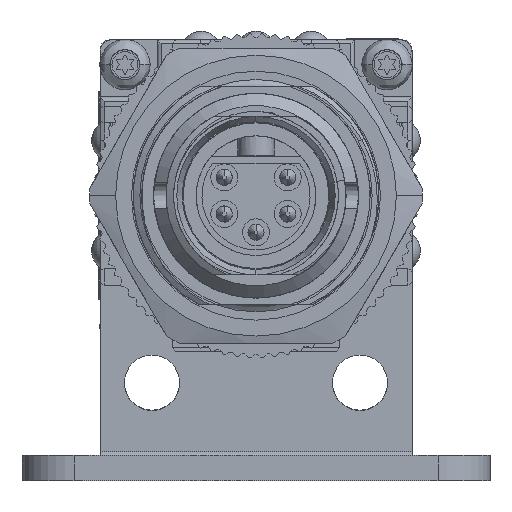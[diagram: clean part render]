
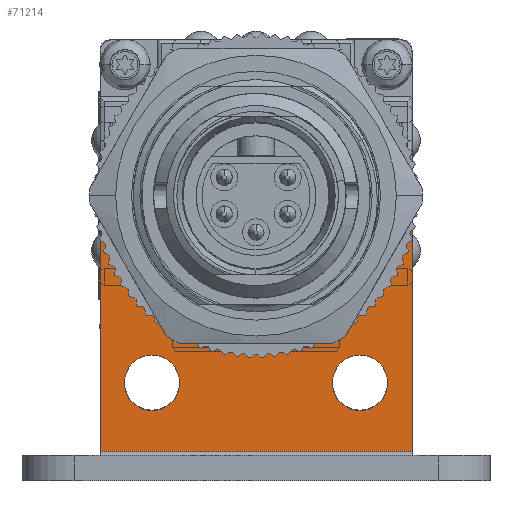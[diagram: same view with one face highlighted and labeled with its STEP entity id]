
A CAD part, front view. The second image highlights one B-rep face of the part: STEP entity #71214.
In plain terms, the highlighted face is planar.
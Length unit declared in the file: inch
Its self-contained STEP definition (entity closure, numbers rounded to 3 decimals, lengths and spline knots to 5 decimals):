
#70630=DIRECTION('',(1.,0.,0.));
#70631=VECTOR('',#70630,1.5);
#70632=CARTESIAN_POINT('',(-0.75,0.14,0.12));
#70633=LINE('',#70632,#70631);
#70639=DIRECTION('',(0.,-1.,0.));
#70640=VECTOR('',#70639,1.23);
#70641=CARTESIAN_POINT('',(-0.75,1.37,0.12));
#70642=LINE('',#70641,#70640);
#70643=DIRECTION('',(0.,-1.,0.));
#70644=VECTOR('',#70643,1.23);
#70645=CARTESIAN_POINT('',(0.75,1.37,0.12));
#70646=LINE('',#70645,#70644);
#70647=CARTESIAN_POINT('',(0.,1.37,0.12));
#70648=DIRECTION('',(0.,0.,1.));
#70649=DIRECTION('',(1.,0.,0.));
#70650=AXIS2_PLACEMENT_3D('',#70647,#70648,#70649);
#70652=CARTESIAN_POINT('',(0.,1.37,0.12));
#70653=DIRECTION('',(0.,0.,1.));
#70654=DIRECTION('',(-1.,0.,0.));
#70655=AXIS2_PLACEMENT_3D('',#70652,#70653,#70654);
#70657=CARTESIAN_POINT('',(-0.5,0.47,0.12));
#70658=DIRECTION('',(0.,0.,1.));
#70659=DIRECTION('',(1.,0.,0.));
#70660=AXIS2_PLACEMENT_3D('',#70657,#70658,#70659);
#70662=CARTESIAN_POINT('',(-0.5,0.47,0.12));
#70663=DIRECTION('',(0.,0.,1.));
#70664=DIRECTION('',(-1.,0.,0.));
#70665=AXIS2_PLACEMENT_3D('',#70662,#70663,#70664);
#70667=CARTESIAN_POINT('',(0.5,0.47,0.12));
#70668=DIRECTION('',(0.,0.,1.));
#70669=DIRECTION('',(1.,0.,0.));
#70670=AXIS2_PLACEMENT_3D('',#70667,#70668,#70669);
#70672=CARTESIAN_POINT('',(0.5,0.47,0.12));
#70673=DIRECTION('',(0.,0.,1.));
#70674=DIRECTION('',(-1.,0.,0.));
#70675=AXIS2_PLACEMENT_3D('',#70672,#70673,#70674);
#70686=CARTESIAN_POINT('',(0.,1.37,0.12));
#70687=DIRECTION('',(0.,0.,1.));
#70688=DIRECTION('',(1.,0.,0.));
#70689=AXIS2_PLACEMENT_3D('',#70686,#70687,#70688);
#70826=CARTESIAN_POINT('',(0.75,1.37,0.12));
#70828=VERTEX_POINT('',#70826);
#70830=CARTESIAN_POINT('',(-0.75,1.37,0.12));
#70832=VERTEX_POINT('',#70830);
#70837=CARTESIAN_POINT('',(0.6,1.37,0.12));
#70838=CARTESIAN_POINT('',(-0.6,1.37,0.12));
#70839=VERTEX_POINT('',#70837);
#70840=VERTEX_POINT('',#70838);
#70881=CARTESIAN_POINT('',(-0.367,0.47,0.12));
#70882=CARTESIAN_POINT('',(-0.633,0.47,0.12));
#70883=VERTEX_POINT('',#70881);
#70884=VERTEX_POINT('',#70882);
#70885=CARTESIAN_POINT('',(0.633,0.47,0.12));
#70886=CARTESIAN_POINT('',(0.367,0.47,0.12));
#70887=VERTEX_POINT('',#70885);
#70888=VERTEX_POINT('',#70886);
#70929=CARTESIAN_POINT('',(-0.75,0.14,0.12));
#70930=CARTESIAN_POINT('',(0.75,0.14,0.12));
#70931=VERTEX_POINT('',#70929);
#70932=VERTEX_POINT('',#70930);
#71184=CARTESIAN_POINT('',(-1.125,2.12,0.12));
#71185=DIRECTION('',(0.,0.,1.));
#71186=DIRECTION('',(0.,-1.,0.));
#71187=AXIS2_PLACEMENT_3D('',#71184,#71185,#71186);
#71188=PLANE('',#71187);
#71189=ORIENTED_EDGE('',*,*,#71050,.F.);
#71191=ORIENTED_EDGE('',*,*,#71190,.F.);
#71192=ORIENTED_EDGE('',*,*,#71117,.T.);
#71193=ORIENTED_EDGE('',*,*,#71178,.F.);
#71194=EDGE_LOOP('',(#71189,#71191,#71192,#71193));
#71195=FACE_OUTER_BOUND('',#71194,.F.);
#71197=ORIENTED_EDGE('',*,*,#71196,.T.);
#71199=ORIENTED_EDGE('',*,*,#71198,.T.);
#71200=EDGE_LOOP('',(#71197,#71199));
#71201=FACE_BOUND('',#71200,.F.);
#71203=ORIENTED_EDGE('',*,*,#71202,.T.);
#71205=ORIENTED_EDGE('',*,*,#71204,.T.);
#71206=EDGE_LOOP('',(#71203,#71205));
#71207=FACE_BOUND('',#71206,.F.);
#71209=ORIENTED_EDGE('',*,*,#71208,.T.);
#71211=ORIENTED_EDGE('',*,*,#71210,.T.);
#71212=EDGE_LOOP('',(#71209,#71211));
#71213=FACE_BOUND('',#71212,.F.);
#71214=ADVANCED_FACE('',(#71195,#71201,#71207,#71213),#71188,.T.);
#70651=CIRCLE('',#70650,0.6);
#70656=CIRCLE('',#70655,0.6);
#70661=CIRCLE('',#70660,0.133);
#70666=CIRCLE('',#70665,0.133);
#70671=CIRCLE('',#70670,0.133);
#70676=CIRCLE('',#70675,0.133);
#70690=CIRCLE('',#70689,0.75);
#71050=EDGE_CURVE('',#70832,#70931,#70642,.T.);
#71117=EDGE_CURVE('',#70828,#70932,#70646,.T.);
#71178=EDGE_CURVE('',#70931,#70932,#70633,.T.);
#71190=EDGE_CURVE('',#70828,#70832,#70690,.T.);
#71196=EDGE_CURVE('',#70839,#70840,#70651,.T.);
#71198=EDGE_CURVE('',#70840,#70839,#70656,.T.);
#71202=EDGE_CURVE('',#70883,#70884,#70661,.T.);
#71204=EDGE_CURVE('',#70884,#70883,#70666,.T.);
#71208=EDGE_CURVE('',#70887,#70888,#70671,.T.);
#71210=EDGE_CURVE('',#70888,#70887,#70676,.T.);
